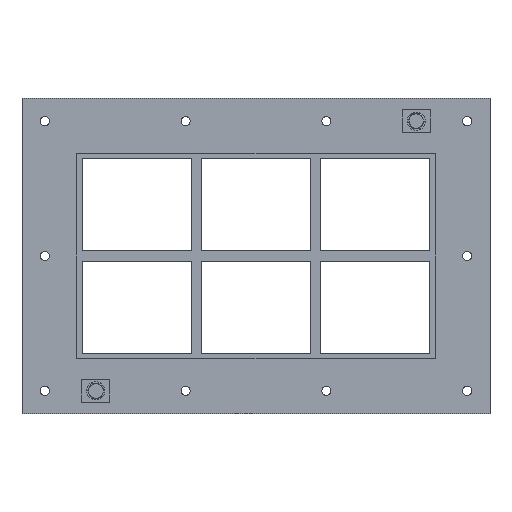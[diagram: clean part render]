
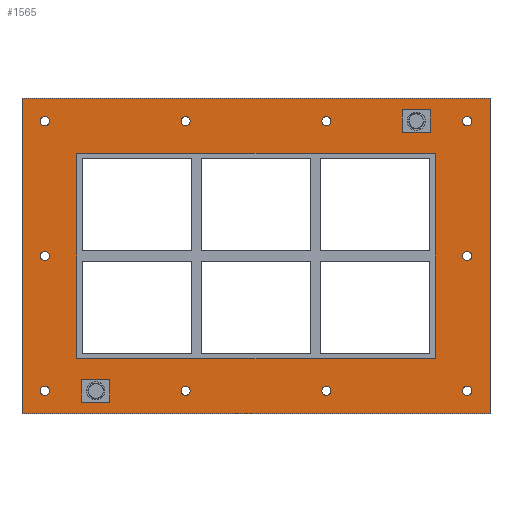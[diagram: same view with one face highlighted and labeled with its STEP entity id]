
A CAD part, front view. The second image highlights one B-rep face of the part: STEP entity #1565.
In plain terms, the highlighted planar face has unit normal (0, -1, 0).
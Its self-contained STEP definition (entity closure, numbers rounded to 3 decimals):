
#84=CARTESIAN_POINT('',(-226.75,0.0,-148.));
#85=VERTEX_POINT('',#84);
#86=CARTESIAN_POINT('',(-231.75,0.0,-148.));
#87=DIRECTION('',(0.0,1.0,0.0));
#88=DIRECTION('',(1.0,0.0,0.0));
#89=AXIS2_PLACEMENT_3D('',#86,#87,#88);
#90=CIRCLE('',#89,5.0);
#91=EDGE_CURVE('',#85,#85,#90,.T.);
#112=CARTESIAN_POINT('',(236.75,0.0,0.));
#113=VERTEX_POINT('',#112);
#114=CARTESIAN_POINT('',(231.75,0.0,0.));
#115=DIRECTION('',(0.0,1.0,0.0));
#116=DIRECTION('',(1.0,0.0,0.0));
#117=AXIS2_PLACEMENT_3D('',#114,#115,#116);
#118=CIRCLE('',#117,5.0);
#119=EDGE_CURVE('',#113,#113,#118,.T.);
#140=CARTESIAN_POINT('',(-226.75,0.0,0.));
#141=VERTEX_POINT('',#140);
#142=CARTESIAN_POINT('',(-231.75,0.0,0.));
#143=DIRECTION('',(0.0,1.0,0.0));
#144=DIRECTION('',(1.0,0.0,0.0));
#145=AXIS2_PLACEMENT_3D('',#142,#143,#144);
#146=CIRCLE('',#145,5.0);
#147=EDGE_CURVE('',#141,#141,#146,.T.);
#168=CARTESIAN_POINT('',(-72.25,0.0,148.));
#169=VERTEX_POINT('',#168);
#170=CARTESIAN_POINT('',(-77.25,0.0,148.));
#171=DIRECTION('',(0.0,1.0,0.0));
#172=DIRECTION('',(1.0,0.0,0.0));
#173=AXIS2_PLACEMENT_3D('',#170,#171,#172);
#174=CIRCLE('',#173,5.0);
#175=EDGE_CURVE('',#169,#169,#174,.T.);
#196=CARTESIAN_POINT('',(-72.25,0.0,-148.));
#197=VERTEX_POINT('',#196);
#198=CARTESIAN_POINT('',(-77.25,0.0,-148.));
#199=DIRECTION('',(0.0,1.0,0.0));
#200=DIRECTION('',(1.0,0.0,0.0));
#201=AXIS2_PLACEMENT_3D('',#198,#199,#200);
#202=CIRCLE('',#201,5.0);
#203=EDGE_CURVE('',#197,#197,#202,.T.);
#224=CARTESIAN_POINT('',(82.25,0.0,148.));
#225=VERTEX_POINT('',#224);
#226=CARTESIAN_POINT('',(77.25,0.0,148.));
#227=DIRECTION('',(0.0,1.0,0.0));
#228=DIRECTION('',(1.0,0.0,0.0));
#229=AXIS2_PLACEMENT_3D('',#226,#227,#228);
#230=CIRCLE('',#229,5.0);
#231=EDGE_CURVE('',#225,#225,#230,.T.);
#252=CARTESIAN_POINT('',(82.25,0.0,-148.));
#253=VERTEX_POINT('',#252);
#254=CARTESIAN_POINT('',(77.25,0.0,-148.));
#255=DIRECTION('',(0.0,1.0,0.0));
#256=DIRECTION('',(1.0,0.0,0.0));
#257=AXIS2_PLACEMENT_3D('',#254,#255,#256);
#258=CIRCLE('',#257,5.0);
#259=EDGE_CURVE('',#253,#253,#258,.T.);
#280=CARTESIAN_POINT('',(236.75,0.0,-148.));
#281=VERTEX_POINT('',#280);
#282=CARTESIAN_POINT('',(231.75,0.0,-148.));
#283=DIRECTION('',(0.0,1.0,0.0));
#284=DIRECTION('',(1.0,0.0,0.0));
#285=AXIS2_PLACEMENT_3D('',#282,#283,#284);
#286=CIRCLE('',#285,5.0);
#287=EDGE_CURVE('',#281,#281,#286,.T.);
#308=CARTESIAN_POINT('',(-226.75,0.0,148.));
#309=VERTEX_POINT('',#308);
#310=CARTESIAN_POINT('',(-231.75,0.0,148.));
#311=DIRECTION('',(0.0,1.0,0.0));
#312=DIRECTION('',(1.0,0.0,0.0));
#313=AXIS2_PLACEMENT_3D('',#310,#311,#312);
#314=CIRCLE('',#313,5.0);
#315=EDGE_CURVE('',#309,#309,#314,.T.);
#336=CARTESIAN_POINT('',(236.75,0.0,148.));
#337=VERTEX_POINT('',#336);
#338=CARTESIAN_POINT('',(231.75,0.0,148.));
#339=DIRECTION('',(0.0,1.0,0.0));
#340=DIRECTION('',(1.0,0.0,0.0));
#341=AXIS2_PLACEMENT_3D('',#338,#339,#340);
#342=CIRCLE('',#341,5.0);
#343=EDGE_CURVE('',#337,#337,#342,.T.);
#1426=CARTESIAN_POINT('',(0.0,0.0,0.0));
#1427=DIRECTION('',(0.0,1.0,0.0));
#1428=DIRECTION('',(0.0,0.0,1.0));
#1429=AXIS2_PLACEMENT_3D('',#1426,#1427,#1428);
#1430=PLANE('',#1429);
#1431=CARTESIAN_POINT('',(-256.75,0.0,173.));
#1432=VERTEX_POINT('',#1431);
#1433=CARTESIAN_POINT('',(256.75,0.0,173.));
#1434=VERTEX_POINT('',#1433);
#1435=CARTESIAN_POINT('',(-256.75,0.0,173.));
#1436=DIRECTION('',(1.0,0.0,0.0));
#1437=VECTOR('',#1436,513.5);
#1438=LINE('',#1435,#1437);
#1439=EDGE_CURVE('',#1432,#1434,#1438,.T.);
#1440=ORIENTED_EDGE('',*,*,#1439,.F.);
#1441=CARTESIAN_POINT('',(-256.75,0.0,-173.));
#1442=VERTEX_POINT('',#1441);
#1443=CARTESIAN_POINT('',(-256.75,0.0,-173.));
#1444=DIRECTION('',(0.0,0.0,1.0));
#1445=VECTOR('',#1444,346.);
#1446=LINE('',#1443,#1445);
#1447=EDGE_CURVE('',#1442,#1432,#1446,.T.);
#1448=ORIENTED_EDGE('',*,*,#1447,.F.);
#1449=CARTESIAN_POINT('',(256.75,0.0,-173.));
#1450=VERTEX_POINT('',#1449);
#1451=CARTESIAN_POINT('',(256.75,0.0,-173.));
#1452=DIRECTION('',(-1.0,0.0,0.0));
#1453=VECTOR('',#1452,513.5);
#1454=LINE('',#1451,#1453);
#1455=EDGE_CURVE('',#1450,#1442,#1454,.T.);
#1456=ORIENTED_EDGE('',*,*,#1455,.F.);
#1457=CARTESIAN_POINT('',(256.75,0.0,173.));
#1458=DIRECTION('',(0.0,0.0,-1.0));
#1459=VECTOR('',#1458,346.);
#1460=LINE('',#1457,#1459);
#1461=EDGE_CURVE('',#1434,#1450,#1460,.T.);
#1462=ORIENTED_EDGE('',*,*,#1461,.F.);
#1463=EDGE_LOOP('',(#1440,#1448,#1456,#1462));
#1464=FACE_OUTER_BOUND('',#1463,.T.);
#1465=ORIENTED_EDGE('',*,*,#91,.T.);
#1466=EDGE_LOOP('',(#1465));
#1467=FACE_BOUND('',#1466,.T.);
#1468=ORIENTED_EDGE('',*,*,#119,.T.);
#1469=EDGE_LOOP('',(#1468));
#1470=FACE_BOUND('',#1469,.T.);
#1471=ORIENTED_EDGE('',*,*,#147,.T.);
#1472=EDGE_LOOP('',(#1471));
#1473=FACE_BOUND('',#1472,.T.);
#1474=ORIENTED_EDGE('',*,*,#175,.T.);
#1475=EDGE_LOOP('',(#1474));
#1476=FACE_BOUND('',#1475,.T.);
#1477=ORIENTED_EDGE('',*,*,#203,.T.);
#1478=EDGE_LOOP('',(#1477));
#1479=FACE_BOUND('',#1478,.T.);
#1480=ORIENTED_EDGE('',*,*,#231,.T.);
#1481=EDGE_LOOP('',(#1480));
#1482=FACE_BOUND('',#1481,.T.);
#1483=ORIENTED_EDGE('',*,*,#259,.T.);
#1484=EDGE_LOOP('',(#1483));
#1485=FACE_BOUND('',#1484,.T.);
#1486=ORIENTED_EDGE('',*,*,#287,.T.);
#1487=EDGE_LOOP('',(#1486));
#1488=FACE_BOUND('',#1487,.T.);
#1489=ORIENTED_EDGE('',*,*,#315,.T.);
#1490=EDGE_LOOP('',(#1489));
#1491=FACE_BOUND('',#1490,.T.);
#1492=ORIENTED_EDGE('',*,*,#343,.T.);
#1493=EDGE_LOOP('',(#1492));
#1494=FACE_BOUND('',#1493,.T.);
#1495=CARTESIAN_POINT('',(-194.75,0.0,113.));
#1496=VERTEX_POINT('',#1495);
#1497=CARTESIAN_POINT('',(-196.75,0.0,111.));
#1498=VERTEX_POINT('',#1497);
#1499=CARTESIAN_POINT('',(-194.75,0.0,111.));
#1500=DIRECTION('',(0.0,-1.0,0.0));
#1501=DIRECTION('',(-0.707,0.0,0.707));
#1502=AXIS2_PLACEMENT_3D('',#1499,#1500,#1501);
#1503=CIRCLE('',#1502,2.0);
#1504=EDGE_CURVE('',#1496,#1498,#1503,.T.);
#1505=ORIENTED_EDGE('',*,*,#1504,.F.);
#1506=CARTESIAN_POINT('',(194.75,0.0,113.));
#1507=VERTEX_POINT('',#1506);
#1508=CARTESIAN_POINT('',(194.75,0.0,113.));
#1509=DIRECTION('',(-1.0,0.0,0.0));
#1510=VECTOR('',#1509,389.5);
#1511=LINE('',#1508,#1510);
#1512=EDGE_CURVE('',#1507,#1496,#1511,.T.);
#1513=ORIENTED_EDGE('',*,*,#1512,.F.);
#1514=CARTESIAN_POINT('',(196.75,0.0,111.));
#1515=VERTEX_POINT('',#1514);
#1516=CARTESIAN_POINT('',(194.75,0.0,111.));
#1517=DIRECTION('',(0.0,-1.0,0.0));
#1518=DIRECTION('',(0.707,0.0,0.707));
#1519=AXIS2_PLACEMENT_3D('',#1516,#1517,#1518);
#1520=CIRCLE('',#1519,2.0);
#1521=EDGE_CURVE('',#1515,#1507,#1520,.T.);
#1522=ORIENTED_EDGE('',*,*,#1521,.F.);
#1523=CARTESIAN_POINT('',(196.75,0.0,-111.));
#1524=VERTEX_POINT('',#1523);
#1525=CARTESIAN_POINT('',(196.75,0.0,-111.));
#1526=DIRECTION('',(0.0,0.0,1.0));
#1527=VECTOR('',#1526,222.0);
#1528=LINE('',#1525,#1527);
#1529=EDGE_CURVE('',#1524,#1515,#1528,.T.);
#1530=ORIENTED_EDGE('',*,*,#1529,.F.);
#1531=CARTESIAN_POINT('',(194.75,0.0,-113.));
#1532=VERTEX_POINT('',#1531);
#1533=CARTESIAN_POINT('',(194.75,0.0,-111.));
#1534=DIRECTION('',(0.0,-1.0,0.0));
#1535=DIRECTION('',(0.707,0.0,-0.707));
#1536=AXIS2_PLACEMENT_3D('',#1533,#1534,#1535);
#1537=CIRCLE('',#1536,2.0);
#1538=EDGE_CURVE('',#1532,#1524,#1537,.T.);
#1539=ORIENTED_EDGE('',*,*,#1538,.F.);
#1540=CARTESIAN_POINT('',(-194.75,0.0,-113.));
#1541=VERTEX_POINT('',#1540);
#1542=CARTESIAN_POINT('',(-194.75,0.0,-113.));
#1543=DIRECTION('',(1.0,0.0,0.0));
#1544=VECTOR('',#1543,389.5);
#1545=LINE('',#1542,#1544);
#1546=EDGE_CURVE('',#1541,#1532,#1545,.T.);
#1547=ORIENTED_EDGE('',*,*,#1546,.F.);
#1548=CARTESIAN_POINT('',(-196.75,0.0,-111.));
#1549=VERTEX_POINT('',#1548);
#1550=CARTESIAN_POINT('',(-194.75,0.0,-111.));
#1551=DIRECTION('',(0.0,-1.0,0.0));
#1552=DIRECTION('',(-0.707,0.0,-0.707));
#1553=AXIS2_PLACEMENT_3D('',#1550,#1551,#1552);
#1554=CIRCLE('',#1553,2.0);
#1555=EDGE_CURVE('',#1549,#1541,#1554,.T.);
#1556=ORIENTED_EDGE('',*,*,#1555,.F.);
#1557=CARTESIAN_POINT('',(-196.75,0.0,111.));
#1558=DIRECTION('',(0.0,0.0,-1.0));
#1559=VECTOR('',#1558,222.);
#1560=LINE('',#1557,#1559);
#1561=EDGE_CURVE('',#1498,#1549,#1560,.T.);
#1562=ORIENTED_EDGE('',*,*,#1561,.F.);
#1563=EDGE_LOOP('',(#1505,#1513,#1522,#1530,#1539,#1547,#1556,#1562));
#1564=FACE_BOUND('',#1563,.T.);
#1565=ADVANCED_FACE('',(#1464,#1467,#1470,#1473,#1476,#1479,#1482,#1485,#1488,#1491,#1494,#1564),#1430,.F.);
